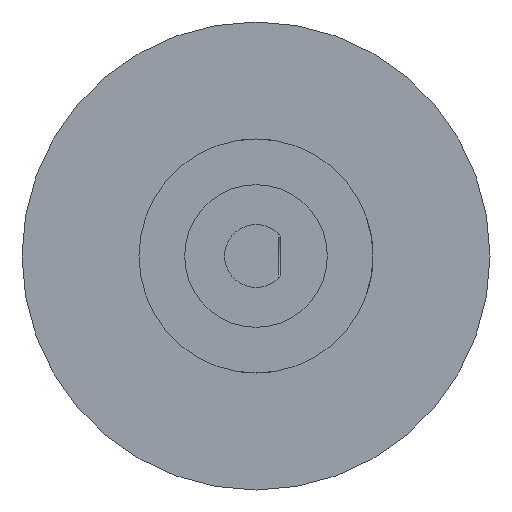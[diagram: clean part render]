
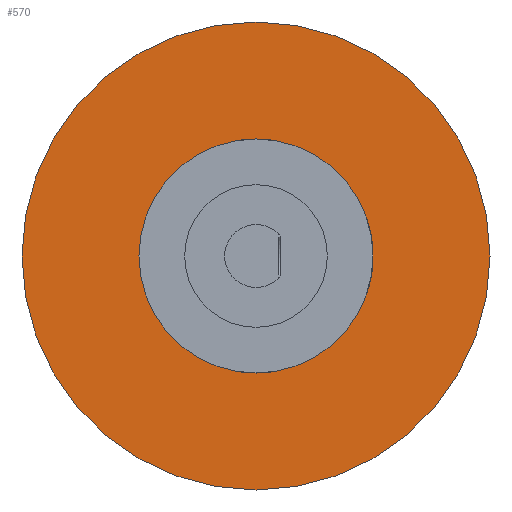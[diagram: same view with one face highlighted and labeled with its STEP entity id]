
A CAD part, front view. The second image highlights one B-rep face of the part: STEP entity #570.
In plain terms, the highlighted planar face has unit normal (0, -1, 0).
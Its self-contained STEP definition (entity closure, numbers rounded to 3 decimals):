
#67 = CARTESIAN_POINT ( 'NONE',  ( 0., 12., 0. ) ) ;
#104 = ORIENTED_EDGE ( 'NONE', *, *, #520, .T. ) ;
#111 = CARTESIAN_POINT ( 'NONE',  ( 0., 12., 16.4 ) ) ;
#129 = AXIS2_PLACEMENT_3D ( 'NONE', #67, #1164, #333 ) ;
#199 = CARTESIAN_POINT ( 'NONE',  ( 0., 12., 0. ) ) ;
#205 = DIRECTION ( 'NONE',  ( 0., -1., 0. ) ) ;
#242 = CARTESIAN_POINT ( 'NONE',  ( 0., 12., -16.4 ) ) ;
#244 = ORIENTED_EDGE ( 'NONE', *, *, #820, .T. ) ;
#287 = DIRECTION ( 'NONE',  ( 0., -1., 0. ) ) ;
#289 = EDGE_LOOP ( 'NONE', ( #244, #104 ) ) ;
#300 = CARTESIAN_POINT ( 'NONE',  ( 8.2, 12., 0. ) ) ;
#333 = DIRECTION ( 'NONE',  ( 0., 0., -1. ) ) ;
#379 = ORIENTED_EDGE ( 'NONE', *, *, #1006, .F. ) ;
#426 = AXIS2_PLACEMENT_3D ( 'NONE', #199, #287, #940 ) ;
#462 = EDGE_CURVE ( 'NONE', #752, #790, #728, .T. ) ;
#466 = VERTEX_POINT ( 'NONE', #111 ) ;
#473 = CIRCLE ( 'NONE', #426, 16.4 ) ;
#489 = DIRECTION ( 'NONE',  ( 0., 0., -1. ) ) ;
#506 = CARTESIAN_POINT ( 'NONE',  ( 0., 12., -8.2 ) ) ;
#520 = EDGE_CURVE ( 'NONE', #466, #795, #473, .T. ) ;
#570 = ADVANCED_FACE ( 'NONE', ( #955, #756 ), #1126, .T. ) ;
#572 = DIRECTION ( 'NONE',  ( 0., -1., 0. ) ) ;
#592 = AXIS2_PLACEMENT_3D ( 'NONE', #300, #205, #489 ) ;
#600 = CARTESIAN_POINT ( 'NONE',  ( 0., 12., 8.2 ) ) ;
#652 = AXIS2_PLACEMENT_3D ( 'NONE', #949, #1120, #673 ) ;
#673 = DIRECTION ( 'NONE',  ( 0., 0., -1. ) ) ;
#728 = CIRCLE ( 'NONE', #652, 8.2 ) ;
#752 = VERTEX_POINT ( 'NONE', #600 ) ;
#756 = FACE_BOUND ( 'NONE', #1176, .T. ) ;
#790 = VERTEX_POINT ( 'NONE', #506 ) ;
#791 = ORIENTED_EDGE ( 'NONE', *, *, #462, .F. ) ;
#795 = VERTEX_POINT ( 'NONE', #242 ) ;
#820 = EDGE_CURVE ( 'NONE', #795, #466, #825, .T. ) ;
#825 = CIRCLE ( 'NONE', #129, 16.4 ) ;
#940 = DIRECTION ( 'NONE',  ( 0., 0., -1. ) ) ;
#949 = CARTESIAN_POINT ( 'NONE',  ( 0., 12., 0. ) ) ;
#952 = DIRECTION ( 'NONE',  ( 0., 0., -1. ) ) ;
#955 = FACE_OUTER_BOUND ( 'NONE', #289, .T. ) ;
#1006 = EDGE_CURVE ( 'NONE', #790, #752, #1117, .T. ) ;
#1046 = CARTESIAN_POINT ( 'NONE',  ( 0., 12., 0. ) ) ;
#1062 = AXIS2_PLACEMENT_3D ( 'NONE', #1046, #572, #952 ) ;
#1117 = CIRCLE ( 'NONE', #1062, 8.2 ) ;
#1120 = DIRECTION ( 'NONE',  ( 0., -1., 0. ) ) ;
#1126 = PLANE ( 'NONE',  #592 ) ;
#1164 = DIRECTION ( 'NONE',  ( 0., -1., 0. ) ) ;
#1176 = EDGE_LOOP ( 'NONE', ( #379, #791 ) ) ;
